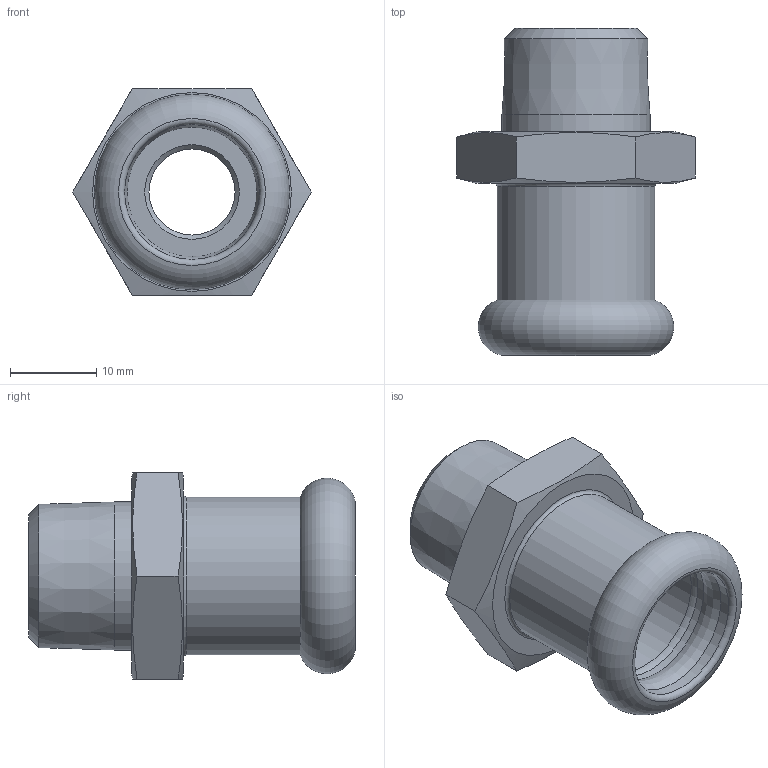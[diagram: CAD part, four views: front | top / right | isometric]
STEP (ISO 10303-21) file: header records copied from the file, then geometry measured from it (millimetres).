
FILE_DESCRIPTION(/* description */ ('MANICOTTO FILETTATO MASCHIO 3/8"x15 (INOXPRES)'),/* implementation_level */ '2;1');
FILE_NAME(/* name */ '187308015_Inoxpres.stp',/* time_stamp */ '2022-10-11T16:06:47+02:00',/* author */ ('Vault'),/* organization */ ('Raccorderie metalliche s.p.a. '),/* preprocessor_version */ 'ST-DEVELOPER v18.1',/* originating_system */ 'Autodesk Inventor 2020',/* authorisation */ 'Raccorderie metalliche s.p.a. ');
FILE_SCHEMA (('AUTOMOTIVE_DESIGN { 1 0 10303 214 3 1 1 }'));
Length unit declared in the file: millimetre
Products named in the file (1): 187308015_Inoxpres
Bounding box: 27.71 x 38 x 24 mm (x, y, z)
Volume: 6401.4 mm3; surface area: 4693.4 mm2
Topology: 1 solids, 1 shells, 27 faces, 74 edges, 51 vertices
Faces by surface type: plane 10, cylinder 6, cone 6, torus 5
Full cylindrical faces by diameter (mm): 10 x1, 15.3 x1, 15.7 x2, 17.2 x1, 18.3 x1
Entity records: 921 total; most frequent: CARTESIAN_POINT 181, DIRECTION 158, ORIENTED_EDGE 148, EDGE_CURVE 74, AXIS2_PLACEMENT_3D 70, VERTEX_POINT 51, CIRCLE 42, EDGE_LOOP 31
